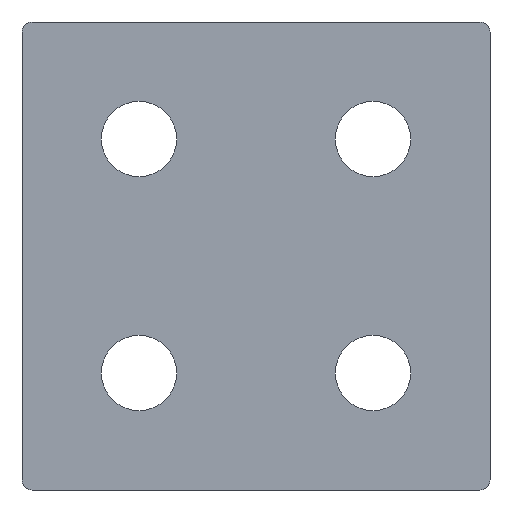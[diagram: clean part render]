
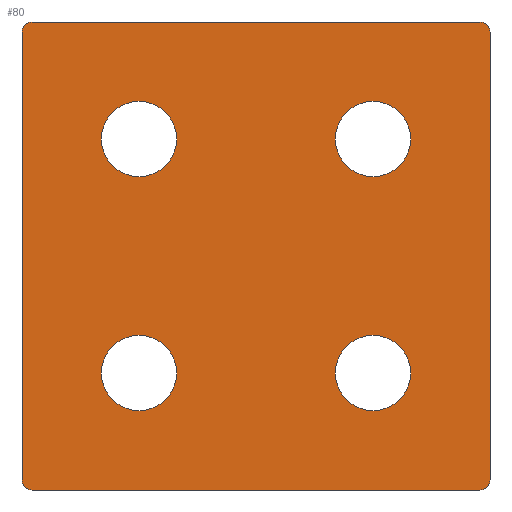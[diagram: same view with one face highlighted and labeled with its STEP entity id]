
A CAD part, front view. The second image highlights one B-rep face of the part: STEP entity #80.
In plain terms, the highlighted planar face has unit normal (0, -1, 0).
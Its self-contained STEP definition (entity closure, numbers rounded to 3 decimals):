
#80 = ADVANCED_FACE( '', ( #170, #171, #172, #173, #174 ), #175, .F. );
#170 = FACE_BOUND( '', #275, .T. );
#171 = FACE_BOUND( '', #276, .T. );
#172 = FACE_BOUND( '', #277, .T. );
#173 = FACE_BOUND( '', #278, .T. );
#174 = FACE_OUTER_BOUND( '', #279, .T. );
#175 = PLANE( '', #280 );
#275 = EDGE_LOOP( '', ( #439 ) );
#276 = EDGE_LOOP( '', ( #440 ) );
#277 = EDGE_LOOP( '', ( #441 ) );
#278 = EDGE_LOOP( '', ( #442 ) );
#279 = EDGE_LOOP( '', ( #443, #444, #445, #446, #447, #448, #449, #450 ) );
#280 = AXIS2_PLACEMENT_3D( '', #451, #452, #453 );
#439 = ORIENTED_EDGE( '', *, *, #531, .F. );
#440 = ORIENTED_EDGE( '', *, *, #588, .F. );
#441 = ORIENTED_EDGE( '', *, *, #589, .F. );
#442 = ORIENTED_EDGE( '', *, *, #579, .F. );
#443 = ORIENTED_EDGE( '', *, *, #585, .F. );
#444 = ORIENTED_EDGE( '', *, *, #553, .F. );
#445 = ORIENTED_EDGE( '', *, *, #557, .F. );
#446 = ORIENTED_EDGE( '', *, *, #590, .F. );
#447 = ORIENTED_EDGE( '', *, *, #575, .F. );
#448 = ORIENTED_EDGE( '', *, *, #564, .F. );
#449 = ORIENTED_EDGE( '', *, *, #568, .F. );
#450 = ORIENTED_EDGE( '', *, *, #591, .F. );
#451 = CARTESIAN_POINT( '', ( 2., 0., -2. ) );
#452 = DIRECTION( '', ( 0., 1., 0. ) );
#453 = DIRECTION( '', ( 0., 0., 1. ) );
#531 = EDGE_CURVE( '', #609, #609, #610, .T. );
#553 = EDGE_CURVE( '', #647, #649, #650, .T. );
#557 = EDGE_CURVE( '', #653, #647, #655, .T. );
#564 = EDGE_CURVE( '', #664, #666, #667, .T. );
#568 = EDGE_CURVE( '', #670, #664, #672, .T. );
#575 = EDGE_CURVE( '', #666, #679, #681, .T. );
#579 = EDGE_CURVE( '', #686, #686, #687, .T. );
#585 = EDGE_CURVE( '', #649, #696, #697, .T. );
#588 = EDGE_CURVE( '', #700, #700, #701, .T. );
#589 = EDGE_CURVE( '', #702, #702, #703, .T. );
#590 = EDGE_CURVE( '', #679, #653, #704, .T. );
#591 = EDGE_CURVE( '', #696, #670, #705, .T. );
#609 = VERTEX_POINT( '', #727 );
#610 = CIRCLE( '', #728, 7.25 );
#647 = VERTEX_POINT( '', #769 );
#649 = VERTEX_POINT( '', #772 );
#650 = CIRCLE( '', #773, 2. );
#653 = VERTEX_POINT( '', #777 );
#655 = LINE( '', #780, #781 );
#664 = VERTEX_POINT( '', #790 );
#666 = VERTEX_POINT( '', #793 );
#667 = CIRCLE( '', #794, 2. );
#670 = VERTEX_POINT( '', #798 );
#672 = LINE( '', #801, #802 );
#679 = VERTEX_POINT( '', #811 );
#681 = LINE( '', #814, #815 );
#686 = VERTEX_POINT( '', #820 );
#687 = CIRCLE( '', #821, 7.25 );
#696 = VERTEX_POINT( '', #831 );
#697 = LINE( '', #832, #833 );
#700 = VERTEX_POINT( '', #837 );
#701 = CIRCLE( '', #838, 7.25 );
#702 = VERTEX_POINT( '', #839 );
#703 = CIRCLE( '', #840, 7.25 );
#704 = CIRCLE( '', #841, 2. );
#705 = CIRCLE( '', #842, 2. );
#727 = CARTESIAN_POINT( '', ( 67.5, 0., -29.75 ) );
#728 = AXIS2_PLACEMENT_3D( '', #864, #865, #866 );
#769 = CARTESIAN_POINT( '', ( 2., 0., -90. ) );
#772 = CARTESIAN_POINT( '', ( 0., 0., -88. ) );
#773 = AXIS2_PLACEMENT_3D( '', #908, #909, #910 );
#777 = CARTESIAN_POINT( '', ( 88., 0., -90. ) );
#780 = CARTESIAN_POINT( '', ( 88., 0., -90. ) );
#781 = VECTOR( '', #913, 1000. );
#790 = CARTESIAN_POINT( '', ( 88., 0., 0. ) );
#793 = CARTESIAN_POINT( '', ( 90., 0., -2. ) );
#794 = AXIS2_PLACEMENT_3D( '', #924, #925, #926 );
#798 = CARTESIAN_POINT( '', ( 2., 0., 0. ) );
#801 = CARTESIAN_POINT( '', ( 2., 0., 0. ) );
#802 = VECTOR( '', #929, 1000. );
#811 = CARTESIAN_POINT( '', ( 90., 0., -88. ) );
#814 = CARTESIAN_POINT( '', ( 90., 0., -2. ) );
#815 = VECTOR( '', #936, 1000. );
#820 = CARTESIAN_POINT( '', ( 22.5, 0., -74.75 ) );
#821 = AXIS2_PLACEMENT_3D( '', #940, #941, #942 );
#831 = CARTESIAN_POINT( '', ( 0., 0., -2. ) );
#832 = CARTESIAN_POINT( '', ( 0., 0., -88. ) );
#833 = VECTOR( '', #950, 1000. );
#837 = CARTESIAN_POINT( '', ( 22.5, 0., -29.75 ) );
#838 = AXIS2_PLACEMENT_3D( '', #952, #953, #954 );
#839 = CARTESIAN_POINT( '', ( 67.5, 0., -74.75 ) );
#840 = AXIS2_PLACEMENT_3D( '', #955, #956, #957 );
#841 = AXIS2_PLACEMENT_3D( '', #958, #959, #960 );
#842 = AXIS2_PLACEMENT_3D( '', #961, #962, #963 );
#864 = CARTESIAN_POINT( '', ( 67.5, 0., -22.5 ) );
#865 = DIRECTION( '', ( 0., -1., 0. ) );
#866 = DIRECTION( '', ( 0., 0., -1. ) );
#908 = CARTESIAN_POINT( '', ( 2., 0., -88. ) );
#909 = DIRECTION( '', ( 0., 1., 0. ) );
#910 = DIRECTION( '', ( 1., 0., 0. ) );
#913 = DIRECTION( '', ( -1., 0., 0. ) );
#924 = CARTESIAN_POINT( '', ( 88., 0., -2. ) );
#925 = DIRECTION( '', ( 0., 1., 0. ) );
#926 = DIRECTION( '', ( 1., 0., 0. ) );
#929 = DIRECTION( '', ( 1., 0., 0. ) );
#936 = DIRECTION( '', ( 0., 0., -1. ) );
#940 = CARTESIAN_POINT( '', ( 22.5, 0., -67.5 ) );
#941 = DIRECTION( '', ( 0., -1., 0. ) );
#942 = DIRECTION( '', ( 0., 0., -1. ) );
#950 = DIRECTION( '', ( 0., 0., 1. ) );
#952 = CARTESIAN_POINT( '', ( 22.5, 0., -22.5 ) );
#953 = DIRECTION( '', ( 0., -1., 0. ) );
#954 = DIRECTION( '', ( 0., 0., -1. ) );
#955 = CARTESIAN_POINT( '', ( 67.5, 0., -67.5 ) );
#956 = DIRECTION( '', ( 0., -1., 0. ) );
#957 = DIRECTION( '', ( 0., 0., -1. ) );
#958 = CARTESIAN_POINT( '', ( 88., 0., -88. ) );
#959 = DIRECTION( '', ( 0., 1., 0. ) );
#960 = DIRECTION( '', ( 1., 0., 0. ) );
#961 = CARTESIAN_POINT( '', ( 2., 0., -2. ) );
#962 = DIRECTION( '', ( 0., 1., 0. ) );
#963 = DIRECTION( '', ( 1., 0., 0. ) );
